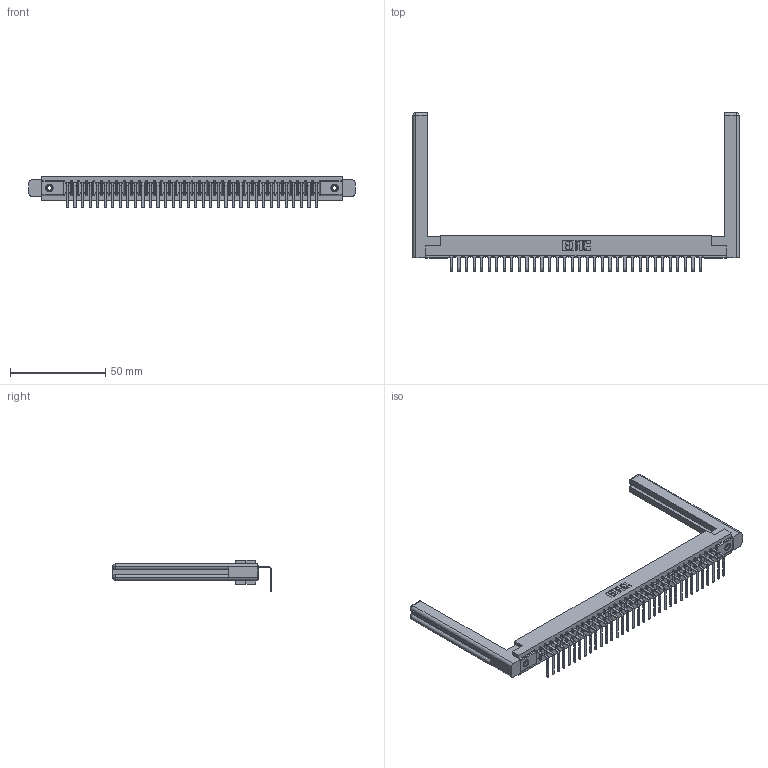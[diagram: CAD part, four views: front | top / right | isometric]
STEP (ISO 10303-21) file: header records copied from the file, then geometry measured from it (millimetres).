
FILE_DESCRIPTION (( 'STEP AP203' ), '1' );
FILE_NAME ('307-034-558-158.STEP', '2019-09-05T14:33:41', ( '' ), ( '' ), 'SwSTEP 2.0', 'SolidWorks 2016', '' );
FILE_SCHEMA (( 'CONFIG_CONTROL_DESIGN' ));
Length unit declared in the file: inch
Products named in the file (5): 307-290-001_558 - 2 (Single); 345-250-001_345-250-001-102; 307-220-058; 307 Part_.156 Dia Mounting Holes; 307-034-558-158
Assembly tree (39 placements, depth 2):
  307-034-558-158
    307 Part_.156 Dia Mounting Holes
    307-290-001_558 - 2 (Single)  x34
    307-220-058  x2
    345-250-001_345-250-001-102  x2
Bounding box: 171.35 x 83.27 x 16.8 mm (x, y, z)
Volume: 25060.4 mm3; surface area: 25027.5 mm2
Topology: 39 solids, 39 shells, 2335 faces, 6593 edges, 4242 vertices
Faces by surface type: plane 1480, cylinder 761, sphere 70, torus 12, cone 12
Entity records: 32871 total; most frequent: CARTESIAN_POINT 5543, ORIENTED_EDGE 5468, DIRECTION 5356, EDGE_CURVE 2734, VECTOR 2090, LINE 2090, VERTEX_POINT 1766, AXIS2_PLACEMENT_3D 1633
